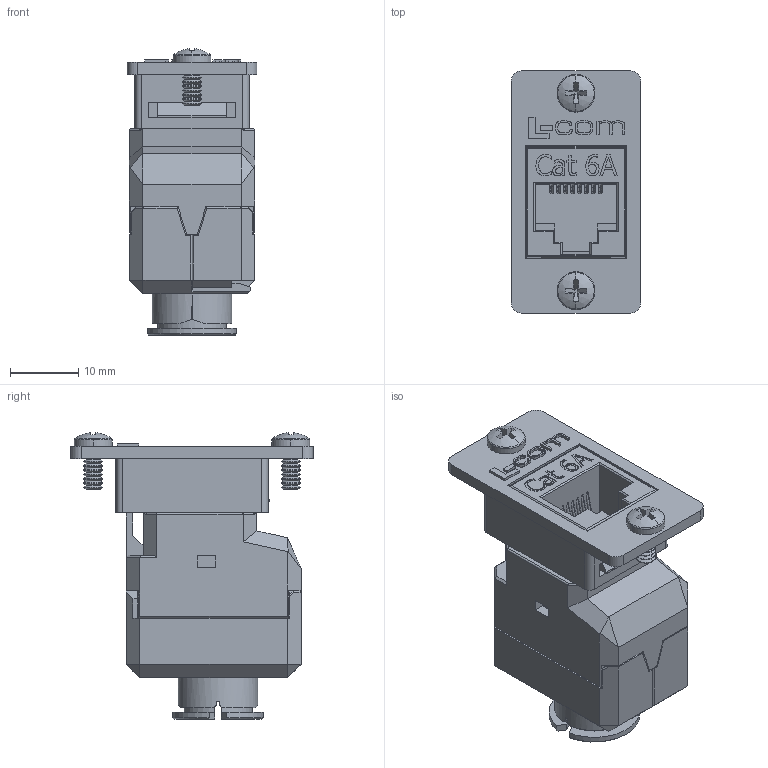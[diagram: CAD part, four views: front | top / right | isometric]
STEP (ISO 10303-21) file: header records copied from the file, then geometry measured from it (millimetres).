
FILE_DESCRIPTION (( 'STEP AP203' ), '1' );
FILE_NAME ('ECFRJTLC6A-S.STEP', '2013-07-12T20:02:32', ( 'x' ), ( '' ), 'SwSTEP 2.0', 'SolidWorks 2012', '' );
FILE_SCHEMA (( 'CONFIG_CONTROL_DESIGN' ));
Products named in the file (8): ECFRJTLC6A-S; 91772A106_default; RJTLC6A-S; RJTLC6A-S-MA4; RJTLC6A-S-MA3; RJTLC6A-S-MA2; RJTLC6A-S-MA1; ECF-SK_with Global Connectivity logo
Assembly tree (8 placements, depth 3):
  ECFRJTLC6A-S
    ECF-SK_with Global Connectivity logo
    RJTLC6A-S
      RJTLC6A-S-MA1
      RJTLC6A-S-MA2
      RJTLC6A-S-MA3
      RJTLC6A-S-MA4
    91772A106_default  x2
Bounding box: 19.05 x 35.56 x 42.05 mm (x, y, z)
Volume: 12111.8 mm3; surface area: 11410.7 mm2
Topology: 7 solids, 7 shells, 1358 faces, 3709 edges, 2418 vertices
Faces by surface type: plane 878, bspline 208, cylinder 170, cone 89, sphere 7, torus 6
Entity records: 50060 total; most frequent: CARTESIAN_POINT 18162, ORIENTED_EDGE 7014, DIRECTION 5446, EDGE_CURVE 3507, LINE 2638, VECTOR 2638, VERTEX_POINT 2294, AXIS2_PLACEMENT_3D 1404
